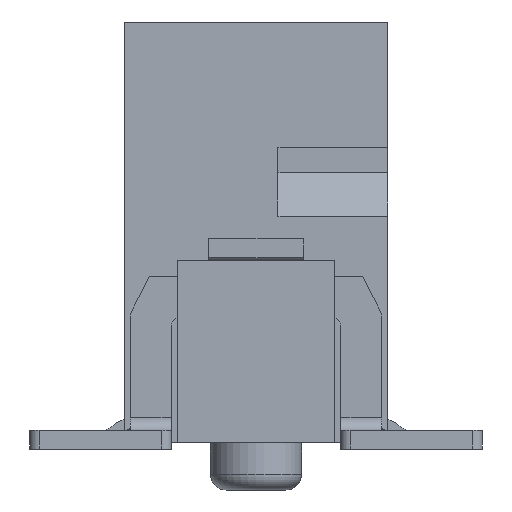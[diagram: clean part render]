
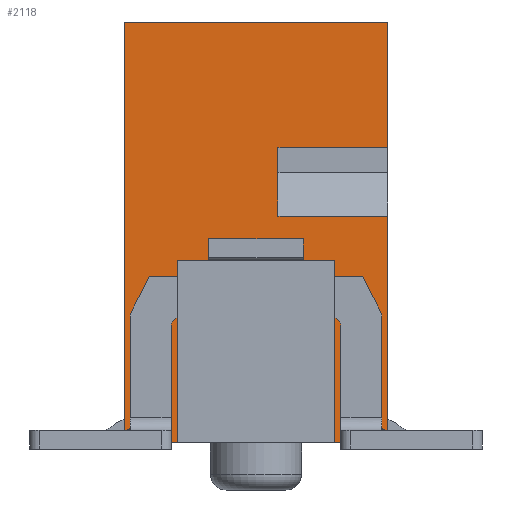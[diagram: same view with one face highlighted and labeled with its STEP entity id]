
A CAD part, left-side view. The second image highlights one B-rep face of the part: STEP entity #2118.
In plain terms, the highlighted planar face has unit normal (-1, 0, 0).
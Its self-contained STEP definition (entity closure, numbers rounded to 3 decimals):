
#69=CARTESIAN_POINT('',(-9.62,2.1,0.));
#70=VERTEX_POINT('',#69);
#77=CARTESIAN_POINT('',(-9.62,2.1,6.7));
#78=VERTEX_POINT('',#77);
#79=CARTESIAN_POINT('',(-9.62,2.1,0.));
#80=DIRECTION('',(0.,0.,1.));
#81=VECTOR('',#80,6.7);
#82=LINE('',#79,#81);
#83=EDGE_CURVE('',#70,#78,#82,.T.);
#384=CARTESIAN_POINT('',(-9.62,-2.1,6.7));
#385=VERTEX_POINT('',#384);
#386=CARTESIAN_POINT('',(-9.62,2.1,6.7));
#387=DIRECTION('',(0.,-1.,0.));
#388=VECTOR('',#387,4.2);
#389=LINE('',#386,#388);
#390=EDGE_CURVE('',#78,#385,#389,.T.);
#694=CARTESIAN_POINT('',(-9.62,-2.1,3.61));
#695=VERTEX_POINT('',#694);
#712=CARTESIAN_POINT('',(-9.62,-0.35,3.61));
#713=VERTEX_POINT('',#712);
#720=CARTESIAN_POINT('',(-9.62,-0.35,3.61));
#721=DIRECTION('',(0.,-1.,0.));
#722=VECTOR('',#721,1.75);
#723=LINE('',#720,#722);
#724=EDGE_CURVE('',#713,#695,#723,.T.);
#734=CARTESIAN_POINT('',(-9.62,-0.35,4.7));
#735=VERTEX_POINT('',#734);
#736=CARTESIAN_POINT('',(-9.62,-0.35,4.7));
#737=DIRECTION('',(0.,0.,-1.));
#738=VECTOR('',#737,1.09);
#739=LINE('',#736,#738);
#740=EDGE_CURVE('',#735,#713,#739,.T.);
#767=CARTESIAN_POINT('',(-9.62,-2.1,4.7));
#768=VERTEX_POINT('',#767);
#775=CARTESIAN_POINT('',(-9.62,-2.1,4.7));
#776=DIRECTION('',(0.,1.,0.));
#777=VECTOR('',#776,1.75);
#778=LINE('',#775,#777);
#779=EDGE_CURVE('',#768,#735,#778,.T.);
#1220=CARTESIAN_POINT('',(-9.62,0.7,1.));
#1221=VERTEX_POINT('',#1220);
#1228=CARTESIAN_POINT('',(-9.62,0.75,1.));
#1229=VERTEX_POINT('',#1228);
#1230=CARTESIAN_POINT('',(-9.62,0.7,1.));
#1231=DIRECTION('',(0.,1.,0.));
#1232=VECTOR('',#1231,0.05);
#1233=LINE('',#1230,#1232);
#1234=EDGE_CURVE('',#1221,#1229,#1233,.T.);
#1250=CARTESIAN_POINT('',(-9.62,-0.75,1.));
#1251=VERTEX_POINT('',#1250);
#1252=CARTESIAN_POINT('',(-9.62,-0.7,1.));
#1253=VERTEX_POINT('',#1252);
#1254=CARTESIAN_POINT('',(-9.62,-0.75,1.));
#1255=DIRECTION('',(0.,1.,0.));
#1256=VECTOR('',#1255,0.05);
#1257=LINE('',#1254,#1256);
#1258=EDGE_CURVE('',#1251,#1253,#1257,.T.);
#1404=CARTESIAN_POINT('',(-9.62,1.25,0.));
#1405=VERTEX_POINT('',#1404);
#1423=CARTESIAN_POINT('',(-9.62,1.25,1.75));
#1424=VERTEX_POINT('',#1423);
#1431=CARTESIAN_POINT('',(-9.62,1.25,1.75));
#1432=DIRECTION('',(0.,0.,-1.));
#1433=VECTOR('',#1432,1.75);
#1434=LINE('',#1431,#1433);
#1435=EDGE_CURVE('',#1424,#1405,#1434,.T.);
#1445=CARTESIAN_POINT('',(-9.62,-1.25,0.));
#1446=VERTEX_POINT('',#1445);
#1447=CARTESIAN_POINT('',(-9.62,-1.25,1.75));
#1448=VERTEX_POINT('',#1447);
#1449=CARTESIAN_POINT('',(-9.62,-1.25,0.));
#1450=DIRECTION('',(0.,0.,1.));
#1451=VECTOR('',#1450,1.75);
#1452=LINE('',#1449,#1451);
#1453=EDGE_CURVE('',#1446,#1448,#1452,.T.);
#1566=CARTESIAN_POINT('',(-9.62,0.9,1.9));
#1567=VERTEX_POINT('',#1566);
#1568=CARTESIAN_POINT('',(-9.62,1.1,1.9));
#1569=VERTEX_POINT('',#1568);
#1570=CARTESIAN_POINT('',(-9.62,0.9,1.9));
#1571=DIRECTION('',(0.,1.,0.));
#1572=VECTOR('',#1571,0.2);
#1573=LINE('',#1570,#1572);
#1574=EDGE_CURVE('',#1567,#1569,#1573,.T.);
#1606=CARTESIAN_POINT('',(-9.62,-1.1,1.9));
#1607=VERTEX_POINT('',#1606);
#1608=CARTESIAN_POINT('',(-9.62,-0.9,1.9));
#1609=VERTEX_POINT('',#1608);
#1610=CARTESIAN_POINT('',(-9.62,-1.1,1.9));
#1611=DIRECTION('',(0.,1.,0.));
#1612=VECTOR('',#1611,0.2);
#1613=LINE('',#1610,#1612);
#1614=EDGE_CURVE('',#1607,#1609,#1613,.T.);
#1709=CARTESIAN_POINT('',(-9.62,0.75,1.75));
#1710=VERTEX_POINT('',#1709);
#1711=CARTESIAN_POINT('',(-9.62,0.75,1.));
#1712=DIRECTION('',(0.,0.,1.));
#1713=VECTOR('',#1712,0.75);
#1714=LINE('',#1711,#1713);
#1715=EDGE_CURVE('',#1229,#1710,#1714,.T.);
#1747=CARTESIAN_POINT('',(-9.62,-0.75,1.75));
#1748=VERTEX_POINT('',#1747);
#1755=CARTESIAN_POINT('',(-9.62,-0.75,1.75));
#1756=DIRECTION('',(0.,0.,-1.));
#1757=VECTOR('',#1756,0.75);
#1758=LINE('',#1755,#1757);
#1759=EDGE_CURVE('',#1748,#1251,#1758,.T.);
#1771=CARTESIAN_POINT('',(-9.62,-1.25,1.75));
#1772=DIRECTION('',(0.,0.707,0.707));
#1773=VECTOR('',#1772,0.212);
#1774=LINE('',#1771,#1773);
#1775=EDGE_CURVE('',#1448,#1607,#1774,.T.);
#1799=CARTESIAN_POINT('',(-9.62,-0.9,1.9));
#1800=DIRECTION('',(0.,0.707,-0.707));
#1801=VECTOR('',#1800,0.212);
#1802=LINE('',#1799,#1801);
#1803=EDGE_CURVE('',#1609,#1748,#1802,.T.);
#1815=CARTESIAN_POINT('',(-9.62,0.75,1.75));
#1816=DIRECTION('',(0.,0.707,0.707));
#1817=VECTOR('',#1816,0.212);
#1818=LINE('',#1815,#1817);
#1819=EDGE_CURVE('',#1710,#1567,#1818,.T.);
#1843=CARTESIAN_POINT('',(-9.62,1.1,1.9));
#1844=DIRECTION('',(0.,0.707,-0.707));
#1845=VECTOR('',#1844,0.212);
#1846=LINE('',#1843,#1845);
#1847=EDGE_CURVE('',#1569,#1424,#1846,.T.);
#2030=CARTESIAN_POINT('',(-9.62,0.,3.35));
#2031=DIRECTION('',(0.,-1.,0.));
#2032=DIRECTION('',(-1.,0.,0.));
#2033=AXIS2_PLACEMENT_3D('',#2030,#2032,#2031);
#2034=PLANE('',#2033);
#2035=ORIENTED_EDGE('',*,*,#1258,.F.);
#2036=ORIENTED_EDGE('',*,*,#1759,.F.);
#2037=ORIENTED_EDGE('',*,*,#1803,.F.);
#2038=ORIENTED_EDGE('',*,*,#1614,.F.);
#2039=ORIENTED_EDGE('',*,*,#1775,.F.);
#2040=ORIENTED_EDGE('',*,*,#1453,.F.);
#2041=CARTESIAN_POINT('',(-9.62,-2.1,0.));
#2042=VERTEX_POINT('',#2041);
#2043=CARTESIAN_POINT('',(-9.62,-1.25,0.));
#2044=DIRECTION('',(0.,-1.,0.));
#2045=VECTOR('',#2044,0.85);
#2046=LINE('',#2043,#2045);
#2047=EDGE_CURVE('',#1446,#2042,#2046,.T.);
#2048=ORIENTED_EDGE('',*,*,#2047,.T.);
#2049=CARTESIAN_POINT('',(-9.62,-2.1,0.));
#2050=DIRECTION('',(0.,0.,1.));
#2051=VECTOR('',#2050,3.61);
#2052=LINE('',#2049,#2051);
#2053=EDGE_CURVE('',#2042,#695,#2052,.T.);
#2054=ORIENTED_EDGE('',*,*,#2053,.T.);
#2055=ORIENTED_EDGE('',*,*,#724,.F.);
#2056=ORIENTED_EDGE('',*,*,#740,.F.);
#2057=ORIENTED_EDGE('',*,*,#779,.F.);
#2058=CARTESIAN_POINT('',(-9.62,-2.1,4.7));
#2059=DIRECTION('',(0.,0.,1.));
#2060=VECTOR('',#2059,2.);
#2061=LINE('',#2058,#2060);
#2062=EDGE_CURVE('',#768,#385,#2061,.T.);
#2063=ORIENTED_EDGE('',*,*,#2062,.T.);
#2064=ORIENTED_EDGE('',*,*,#390,.F.);
#2065=ORIENTED_EDGE('',*,*,#83,.F.);
#2066=CARTESIAN_POINT('',(-9.62,2.1,0.));
#2067=DIRECTION('',(0.,-1.,0.));
#2068=VECTOR('',#2067,0.85);
#2069=LINE('',#2066,#2068);
#2070=EDGE_CURVE('',#70,#1405,#2069,.T.);
#2071=ORIENTED_EDGE('',*,*,#2070,.T.);
#2072=ORIENTED_EDGE('',*,*,#1435,.F.);
#2073=ORIENTED_EDGE('',*,*,#1847,.F.);
#2074=ORIENTED_EDGE('',*,*,#1574,.F.);
#2075=ORIENTED_EDGE('',*,*,#1819,.F.);
#2076=ORIENTED_EDGE('',*,*,#1715,.F.);
#2077=ORIENTED_EDGE('',*,*,#1234,.F.);
#2078=CARTESIAN_POINT('',(-9.62,0.697,0.1));
#2079=VERTEX_POINT('',#2078);
#2080=CARTESIAN_POINT('',(-9.62,0.7,1.));
#2081=DIRECTION('',(0.,0.,-1.));
#2082=VECTOR('',#2081,0.9);
#2083=LINE('',#2080,#2082);
#2084=EDGE_CURVE('',#1221,#2079,#2083,.T.);
#2085=ORIENTED_EDGE('',*,*,#2084,.T.);
#2086=CARTESIAN_POINT('',(-9.62,0.694,0.75));
#2087=VERTEX_POINT('',#2086);
#2088=CARTESIAN_POINT('',(-9.62,0.694,0.1));
#2089=DIRECTION('',(0.,0.,1.));
#2090=VECTOR('',#2089,0.65);
#2091=LINE('',#2088,#2090);
#2092=EDGE_CURVE('',#2079,#2087,#2091,.T.);
#2093=ORIENTED_EDGE('',*,*,#2092,.T.);
#2094=CARTESIAN_POINT('',(-9.62,-0.694,0.75));
#2095=VERTEX_POINT('',#2094);
#2096=CARTESIAN_POINT('',(-9.62,0.694,0.75));
#2097=DIRECTION('',(0.,-1.,0.));
#2098=VECTOR('',#2097,1.388);
#2099=LINE('',#2096,#2098);
#2100=EDGE_CURVE('',#2087,#2095,#2099,.T.);
#2101=ORIENTED_EDGE('',*,*,#2100,.T.);
#2102=CARTESIAN_POINT('',(-9.62,-0.697,0.1));
#2103=VERTEX_POINT('',#2102);
#2104=CARTESIAN_POINT('',(-9.62,-0.694,0.75));
#2105=DIRECTION('',(0.,0.,-1.));
#2106=VECTOR('',#2105,0.65);
#2107=LINE('',#2104,#2106);
#2108=EDGE_CURVE('',#2095,#2103,#2107,.T.);
#2109=ORIENTED_EDGE('',*,*,#2108,.T.);
#2110=CARTESIAN_POINT('',(-9.62,-0.7,0.1));
#2111=DIRECTION('',(0.,0.,1.));
#2112=VECTOR('',#2111,0.9);
#2113=LINE('',#2110,#2112);
#2114=EDGE_CURVE('',#2103,#1253,#2113,.T.);
#2115=ORIENTED_EDGE('',*,*,#2114,.T.);
#2116=EDGE_LOOP('',(#2035,#2036,#2037,#2038,#2039,#2040,#2048,#2054,#2055,#2056,#2057,#2063,#2064,#2065,#2071,#2072,#2073,#2074,#2075,#2076,#2077,#2085,#2093,#2101,#2109,#2115));
#2117=FACE_OUTER_BOUND('',#2116,.T.);
#2118=ADVANCED_FACE('',(#2117),#2034,.T.);
